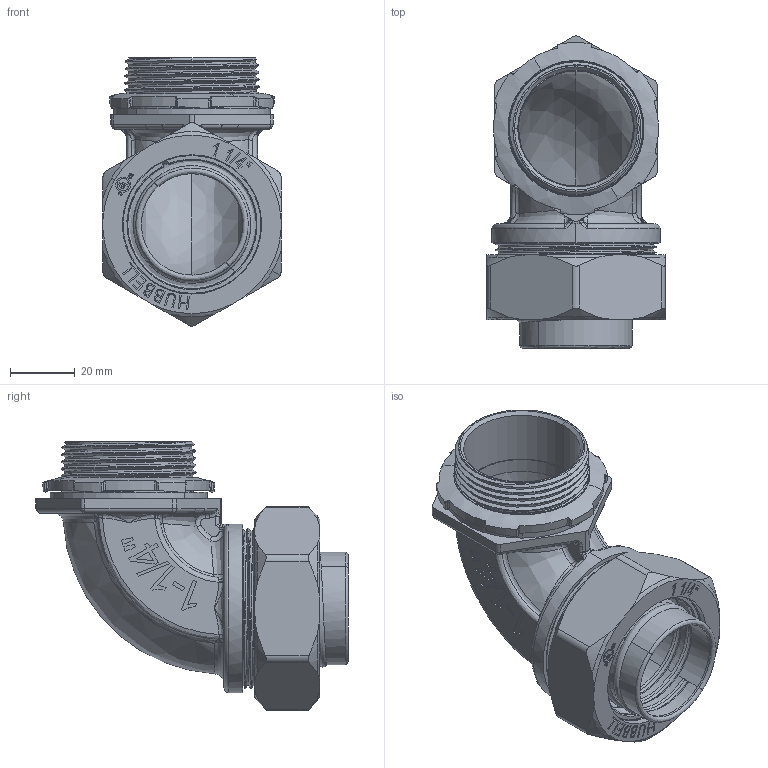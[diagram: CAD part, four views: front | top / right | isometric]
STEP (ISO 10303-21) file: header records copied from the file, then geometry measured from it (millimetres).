
FILE_DESCRIPTION (( 'STEP AP214' ), '1' );
FILE_NAME ('3425-8.STEP', '2019-07-31T19:34:31', ( '' ), ( '' ), 'SwSTEP 2.0', 'SolidWorks 2018', '' );
FILE_SCHEMA (( 'AUTOMOTIVE_DESIGN' ));
Length unit declared in the file: inch
Products named in the file (1): 3425-8
Bounding box: 54.99 x 96.36 x 82.76 mm (x, y, z)
Volume: 60598.7 mm3; surface area: 55717.4 mm2
Topology: 6 solids, 6 shells, 678 faces, 1823 edges, 1181 vertices
Faces by surface type: plane 271, bspline 226, cylinder 123, cone 58
Entity records: 51011 total; most frequent: CARTESIAN_POINT 27144, ORIENTED_EDGE 3622, DIRECTION 2390, EDGE_CURVE 1811, VERTEX_POINT 1181, LINE 834, VECTOR 834, AXIS2_PLACEMENT_3D 778
